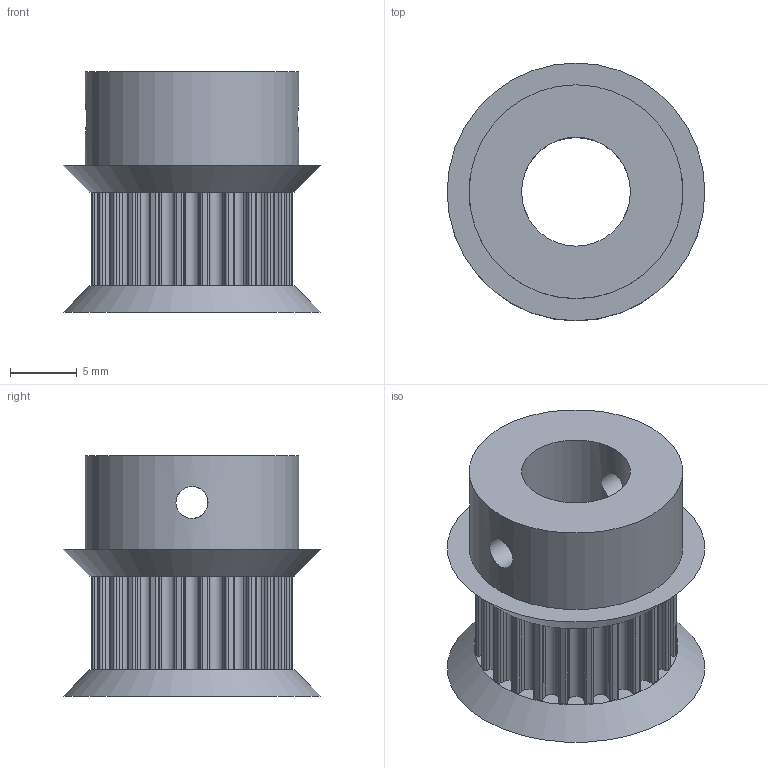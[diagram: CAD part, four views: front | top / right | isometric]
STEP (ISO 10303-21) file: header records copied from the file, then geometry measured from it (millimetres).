
FILE_DESCRIPTION(('FreeCAD Model'),'2;1');
FILE_NAME('Open CASCADE Shape Model','2025-11-08T09:28:12',('Author'),( ''),'Open CASCADE STEP processor 7.8','FreeCAD','Unknown');
FILE_SCHEMA(('AUTOMOTIVE_DESIGN { 1 0 10303 214 1 1 1 1 }'));
Length unit declared in the file: millimetre
Products named in the file (1): Body
Bounding box: 19.29 x 19.29 x 18 mm (x, y, z)
Volume: 2451.1 mm3; surface area: 2249.7 mm2
Topology: 1 solids, 1 shells, 203 faces, 600 edges, 400 vertices
Faces by surface type: cylinder 124, plane 77, cone 2
Full cylindrical faces by diameter (mm): 2.4 x2, 8.15 x1, 16 x1
Entity records: 15688 total; most frequent: CARTESIAN_POINT 3793, DIRECTION 2309, LINE 1280, VECTOR 1280, ORIENTED_EDGE 1200, PCURVE 1200, DEFINITIONAL_REPRESENTATION 1200, EDGE_CURVE 600
